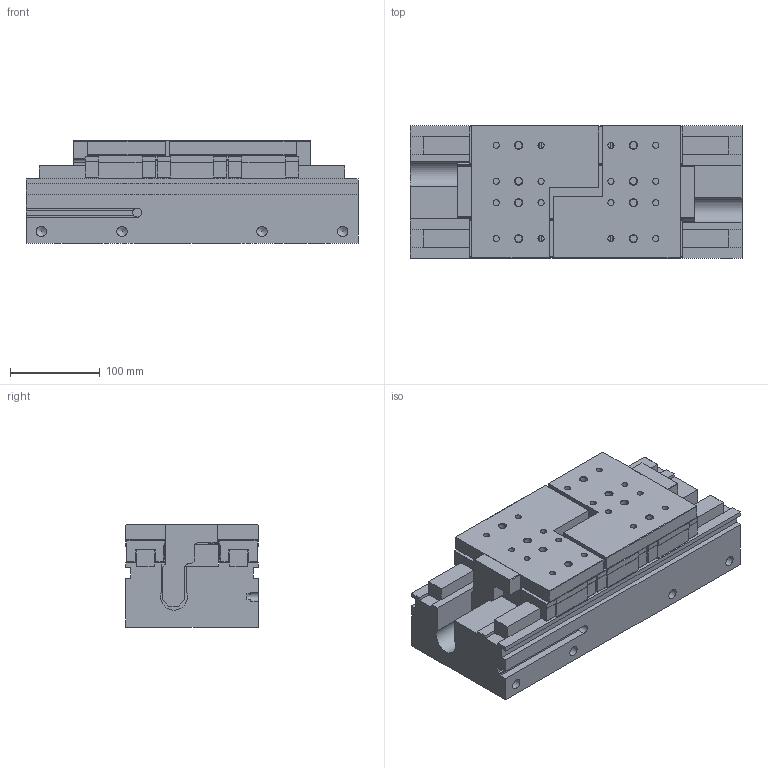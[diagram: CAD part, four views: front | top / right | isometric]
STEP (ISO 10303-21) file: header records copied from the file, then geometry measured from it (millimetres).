
FILE_DESCRIPTION(/* description */ (''),/* implementation_level */ '2;1');
FILE_NAME(/* name */ 'GPRS-60-50.stp',/* time_stamp */ '2018-05-03T09:57:33+02:00',/* author */ ('Tecnico'),/* organization */ (''),/* preprocessor_version */ 'ST-DEVELOPER v16.13',/* originating_system */ 'Autodesk Inventor 2018',/* authorisation */ '');
FILE_SCHEMA (('AUTOMOTIVE_DESIGN { 1 0 10303 214 3 1 1 }'));
Length unit declared in the file: millimetre
Products named in the file (5): GPRS-60-50; gprs-60-50-corpo cliente; gprs-60-50-GUIDA-SCORRIMENTO; gprs-60-50-SLITTA; gprs-60-50-STAFFA
Assembly tree (7 placements, depth 2):
  GPRS-60-50
    gprs-60-50-corpo cliente
    gprs-60-50-GUIDA-SCORRIMENTO  x2
    gprs-60-50-SLITTA  x2
    gprs-60-50-STAFFA  x2
Bounding box: 370 x 148 x 114 mm (x, y, z)
Volume: 4912509.3 mm3; surface area: 476270.1 mm2
Topology: 7 solids, 7 shells, 582 faces, 1628 edges, 1077 vertices
Faces by surface type: plane 501, cylinder 59, cone 22
Full cylindrical faces by diameter (mm): 6.647 x8, 6.8 x16, 8 x10, 10 x1, 11.445 x4
Entity records: 10815 total; most frequent: CARTESIAN_POINT 1885, ORIENTED_EDGE 1810, DIRECTION 1720, EDGE_CURVE 905, LINE 808, VECTOR 808, VERTEX_POINT 621, AXIS2_PLACEMENT_3D 456
